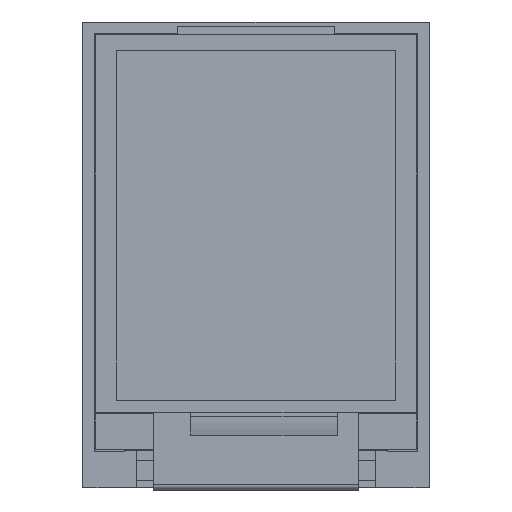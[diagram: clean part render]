
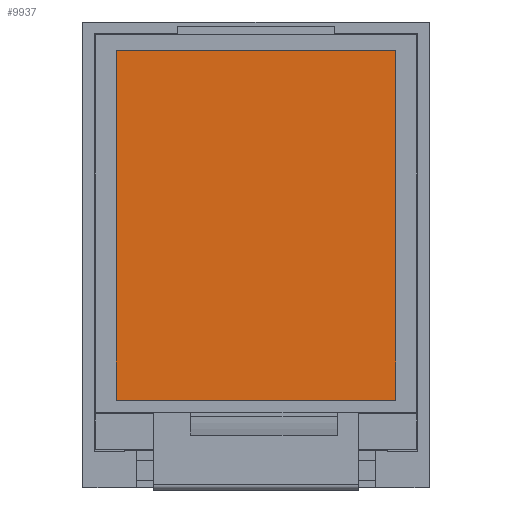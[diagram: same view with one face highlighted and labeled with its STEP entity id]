
A CAD part, top view. The second image highlights one B-rep face of the part: STEP entity #9937.
In plain terms, the highlighted planar face has unit normal (0, 0, 1).
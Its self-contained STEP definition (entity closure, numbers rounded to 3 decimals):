
#1726=ORIENTED_EDGE('',*,*,#3153,.F.);
#1727=ORIENTED_EDGE('',*,*,#3159,.F.);
#1728=ORIENTED_EDGE('',*,*,#3157,.F.);
#1729=ORIENTED_EDGE('',*,*,#3155,.F.);
#3153=EDGE_CURVE('',#3966,#3967,#4795,.T.);
#3155=EDGE_CURVE('',#3967,#3968,#4797,.T.);
#3157=EDGE_CURVE('',#3968,#3969,#4799,.T.);
#3159=EDGE_CURVE('',#3969,#3966,#4801,.T.);
#3966=VERTEX_POINT('',#13444);
#3967=VERTEX_POINT('',#13446);
#3968=VERTEX_POINT('',#13450);
#3969=VERTEX_POINT('',#13454);
#4795=LINE('',#13445,#5491);
#4797=LINE('',#13449,#5493);
#4799=LINE('',#13453,#5495);
#4801=LINE('',#13457,#5497);
#5491=VECTOR('',#11582,1000.);
#5493=VECTOR('',#11586,1000.);
#5495=VECTOR('',#11590,1000.);
#5497=VECTOR('',#11594,1000.);
#5871=EDGE_LOOP('',(#1726,#1727,#1728,#1729));
#6305=FACE_BOUND('',#5871,.T.);
#6713=PLANE('',#10387);
#9937=ADVANCED_FACE('',(#6305),#6713,.F.);
#10387=AXIS2_PLACEMENT_3D('',#13458,#11595,#11596);
#11582=DIRECTION('',(0.,1.,0.));
#11586=DIRECTION('',(1.,0.,0.));
#11590=DIRECTION('',(0.,-1.,0.));
#11594=DIRECTION('',(-1.,0.,0.));
#11595=DIRECTION('',(0.,0.,-1.));
#11596=DIRECTION('',(-1.,0.,0.));
#13444=CARTESIAN_POINT('',(-14.015,-14.553,1.733));
#13445=CARTESIAN_POINT('',(-14.015,-14.553,1.733));
#13446=CARTESIAN_POINT('',(-14.015,20.487,1.733));
#13449=CARTESIAN_POINT('',(-14.015,20.487,1.733));
#13450=CARTESIAN_POINT('',(14.015,20.487,1.733));
#13453=CARTESIAN_POINT('',(14.015,20.487,1.733));
#13454=CARTESIAN_POINT('',(14.015,-14.553,1.733));
#13457=CARTESIAN_POINT('',(14.015,-14.553,1.733));
#13458=CARTESIAN_POINT('',(0.,0.,1.733));
